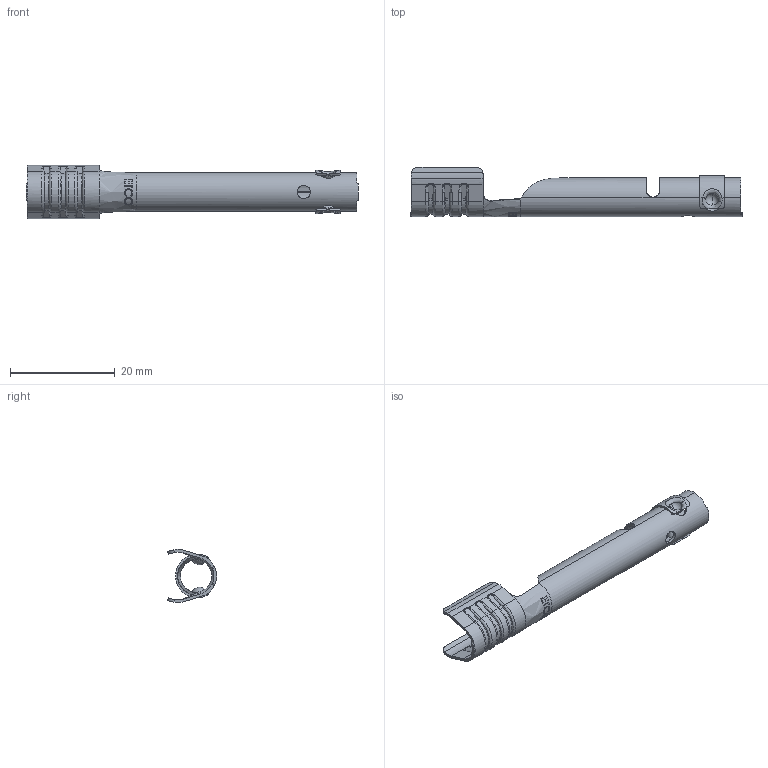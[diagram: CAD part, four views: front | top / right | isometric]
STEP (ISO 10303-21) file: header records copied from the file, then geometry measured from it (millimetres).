
FILE_DESCRIPTION (( 'STEP AP203' ), '1' );
FILE_NAME ('SP44.STEP', '2019-11-06T16:21:04', ( 'tempuser' ), ( 'Microsoft' ), 'SwSTEP 2.0', 'SolidWorks 2019', '' );
FILE_SCHEMA (( 'CONFIG_CONTROL_DESIGN' ));
Length unit declared in the file: inch
Products named in the file (3): SP44; SP44 SP45 SP46_SP44 without carrier; SCA4 expanded for mating_SCA4-B
Assembly tree (2 placements, depth 2):
  SP44
    SP44 SP45 SP46_SP44 without carrier
    SCA4 expanded for mating_SCA4-B
Bounding box: 63.53 x 9.4 x 10.16 mm (x, y, z)
Volume: 656.7 mm3; surface area: 2757.3 mm2
Topology: 2 solids, 2 shells, 366 faces, 985 edges, 624 vertices
Faces by surface type: bspline 138, cylinder 104, plane 98, torus 12, sphere 8, cone 6
Entity records: 17228 total; most frequent: CARTESIAN_POINT 8985, ORIENTED_EDGE 1970, DIRECTION 1240, EDGE_CURVE 985, VERTEX_POINT 624, AXIS2_PLACEMENT_3D 464, B_SPLINE_CURVE_WITH_KNOTS 406, EDGE_LOOP 373
